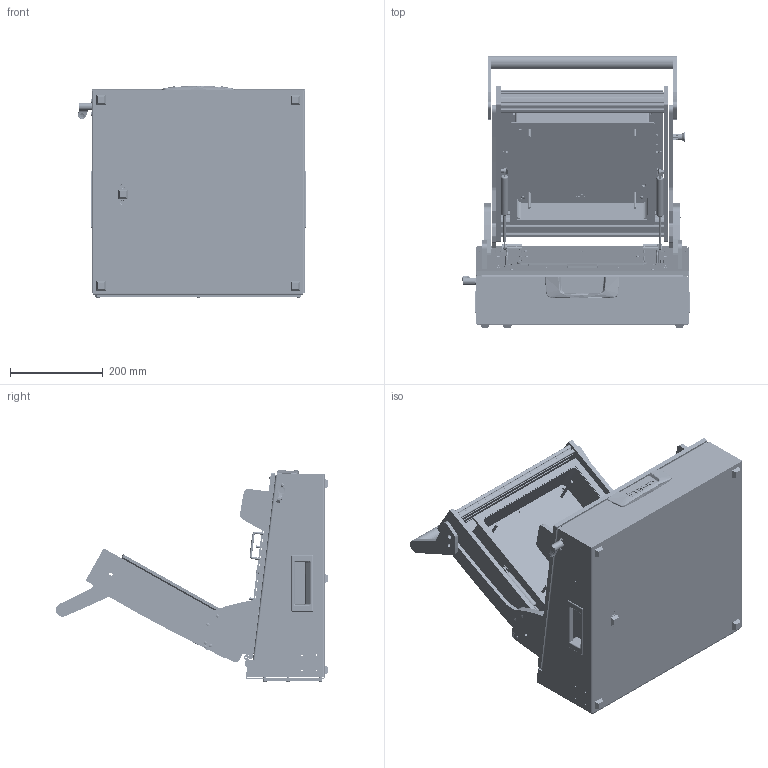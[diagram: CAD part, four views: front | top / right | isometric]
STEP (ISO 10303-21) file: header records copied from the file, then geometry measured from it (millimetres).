
FILE_DESCRIPTION (( 'STEP AP214' ), '1' );
FILE_NAME ('INGUN_54818_open.STEP', '2023-02-22T10:06:52', ( '' ), ( '' ), 'SwSTEP 2.0', 'SolidWorks 2021', '' );
FILE_SCHEMA (( 'AUTOMOTIVE_DESIGN' ));
Length unit declared in the file: millimetre
Products named in the file (139): 32172~8; 2196~6; 35334~0_S; DIN7991~n_M05,0x016; DIN6325~n_03,0m6x016; ISO7380~n_M05,0x030; DIN7991~n_M03,0x006; 35714~3_S; 43627~0_Hub 20,8mm<Standard>; 112374~5_KUNDE<Standard>; 57801~2_S; 112086~2_S; 112014~0_S; 48400~1_KUNDE offen <S>; 112169~3_KUNDE<S>; 109128~0_offen <S>; 112532~0_S; 112064~0_S; 32505~6_S; 31199~3_S; 112517~0_S; 31788~1; 32900~0_S; DIN912~n_M04,0x016; 112013~0_KUNDE1<S>; DIN7991~n_M05,0x020; 2229~6; ISO7380~n_M04,0x020; KS-113-Master__ADA~ks_KS-113 23; 5015~0; 35648~17; 154012~4_f〉 KUNDE offen<Standard>; 112521~0_S; 109950~0_KUNDE<S>; 30758_01~0_S; 114566~0_S; DIN125~n_06,4 M06,0 Fase; 109951~0_KUNDE<S>; 39891~3_KUNDE<S>; 47523~0_S ...
Assembly tree (337 placements, depth 7):
  INGUN_54818_open
    48400~1_KUNDE offen <S>
      32505~6_S
        32172~8
        30758~0_S  x2
          30758_01~0_S
          30758_02~0_S
          38564~0
        20902~0
        21332~0_MA 2112<Standard>
          21332_02~0
          21332_01~0
        31199~3_S
        2720~0  x5
        53032~0_S
        32171~0_S
        32462~0_S
        29805~4_geschlossen<S>
          110322~4_S
          110705~2_S
          30984~0_S
          110231~1_S
          110443~0_S
          30112~0
          ISO7380~n_M05,0x030
          ISO7380~n_M04,0x008  x2
          DIN914~n_M04,0x05
        35334~0_S
        ISO7380~n_M04,0x012  x4
        DIN7991~n_M05,0x016
        DIN7991~n_M05,0x012  x2
        DIN985-A2~n_M05,0  x3
        8804~0
        DIN125~n_05,3 M05,0 Fase  x2
      48522~5_KUNDE offen<S>
        48517~5_S
          35648~17
          48512~0_S
          35662~11_S
          35663~9_S
          48509~2_S
          2281~0_180ø<Standard>  x2
            2281~0
          112064~0_S  x2
          53031~0_S
          114566~0_S  x2
            112087~1_S
              111995~1_S
              112086~2_S
              DIN125~n_05,3 M05,0 Fase
            49317~0
            DIN912~n_M04,0x016
            DIN125~n_04,3 M04,0
            DIN125~n_06,4 M06,0 Fase
          DIN7991~n_M05,0x016  x10
          DIN125~n_05,3 M05,0 Fase  x4
          DIN934~n_M05,0  x4
          DIN7991~n_M05,0x020  x6
          DIN6325~n_06,0m6x012  x2
          DIN6325~n_04,0m6x014  x2
Bounding box: 491.5 x 587.55 x 458.02 mm (x, y, z)
Volume: 8187961.7 mm3; surface area: 4129718.7 mm2
Topology: 351 solids, 351 shells, 10933 faces, 27216 edges, 17365 vertices
Faces by surface type: cylinder 5262, plane 3733, cone 1329, bspline 297, torus 184, sphere 128
Entity records: 201163 total; most frequent: CARTESIAN_POINT 46567, DIRECTION 30734, ORIENTED_EDGE 27850, EDGE_CURVE 13925, AXIS2_PLACEMENT_3D 11732, VERTEX_POINT 8991, VECTOR 7270, LINE 7270
